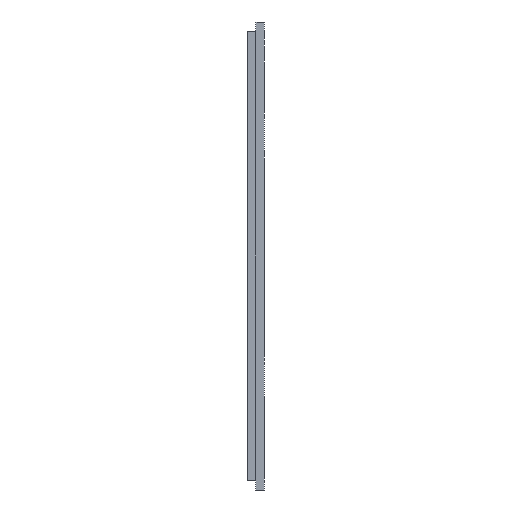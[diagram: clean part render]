
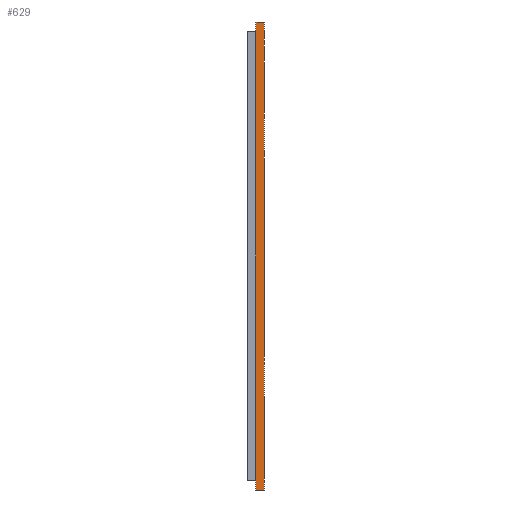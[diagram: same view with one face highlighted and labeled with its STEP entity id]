
A CAD part, left-side view. The second image highlights one B-rep face of the part: STEP entity #629.
In plain terms, the highlighted planar face has unit normal (-1, 0, 0).
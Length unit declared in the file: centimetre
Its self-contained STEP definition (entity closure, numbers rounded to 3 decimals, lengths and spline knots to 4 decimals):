
#8 = VECTOR ( 'NONE', #796, 100. ) ;
#103 = EDGE_CURVE ( 'NONE', #843, #473, #1144, .T. ) ;
#145 = ORIENTED_EDGE ( 'NONE', *, *, #103, .T. ) ;
#147 = CARTESIAN_POINT ( 'NONE',  ( -3., 0.25, 0. ) ) ;
#164 = LINE ( 'NONE', #619, #867 ) ;
#202 = DIRECTION ( 'NONE',  ( 0., -1., 0. ) ) ;
#216 = CARTESIAN_POINT ( 'NONE',  ( -3., 0.25, 14.6 ) ) ;
#246 = DIRECTION ( 'NONE',  ( 0., 0., -1. ) ) ;
#277 = CARTESIAN_POINT ( 'NONE',  ( -3., 0.25, 0. ) ) ;
#285 = PLANE ( 'NONE',  #1159 ) ;
#291 = DIRECTION ( 'NONE',  ( -1., 0., 0. ) ) ;
#298 = CARTESIAN_POINT ( 'NONE',  ( -3., 0., 14.6 ) ) ;
#401 = LINE ( 'NONE', #703, #8 ) ;
#406 = ORIENTED_EDGE ( 'NONE', *, *, #1113, .T. ) ;
#431 = ORIENTED_EDGE ( 'NONE', *, *, #882, .F. ) ;
#439 = LINE ( 'NONE', #1033, #607 ) ;
#473 = VERTEX_POINT ( 'NONE', #759 ) ;
#485 = FACE_OUTER_BOUND ( 'NONE', #497, .T. ) ;
#497 = EDGE_LOOP ( 'NONE', ( #431, #986, #145, #406 ) ) ;
#543 = VERTEX_POINT ( 'NONE', #932 ) ;
#607 = VECTOR ( 'NONE', #1023, 100. ) ;
#619 = CARTESIAN_POINT ( 'NONE',  ( -3., 0.25, 0. ) ) ;
#629 = ADVANCED_FACE ( 'NONE', ( #485 ), #285, .T. ) ;
#686 = DIRECTION ( 'NONE',  ( 0., 0., 1. ) ) ;
#703 = CARTESIAN_POINT ( 'NONE',  ( -3., 0.25, 14.6 ) ) ;
#729 = VECTOR ( 'NONE', #246, 100. ) ;
#759 = CARTESIAN_POINT ( 'NONE',  ( -3., 0.25, 0. ) ) ;
#796 = DIRECTION ( 'NONE',  ( 0., -1., 0. ) ) ;
#843 = VERTEX_POINT ( 'NONE', #216 ) ;
#867 = VECTOR ( 'NONE', #202, 100. ) ;
#875 = VERTEX_POINT ( 'NONE', #298 ) ;
#882 = EDGE_CURVE ( 'NONE', #875, #543, #439, .T. ) ;
#932 = CARTESIAN_POINT ( 'NONE',  ( -3., 0., 0. ) ) ;
#986 = ORIENTED_EDGE ( 'NONE', *, *, #1130, .F. ) ;
#1023 = DIRECTION ( 'NONE',  ( 0., 0., -1. ) ) ;
#1033 = CARTESIAN_POINT ( 'NONE',  ( -3., 0., 0. ) ) ;
#1113 = EDGE_CURVE ( 'NONE', #473, #543, #164, .T. ) ;
#1130 = EDGE_CURVE ( 'NONE', #843, #875, #401, .T. ) ;
#1144 = LINE ( 'NONE', #147, #729 ) ;
#1159 = AXIS2_PLACEMENT_3D ( 'NONE', #277, #291, #686 ) ;
